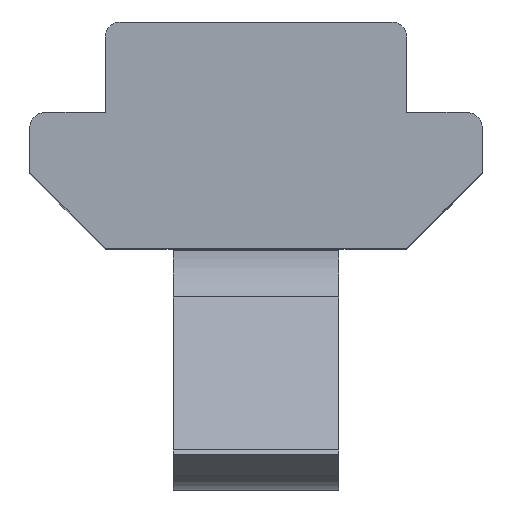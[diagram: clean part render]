
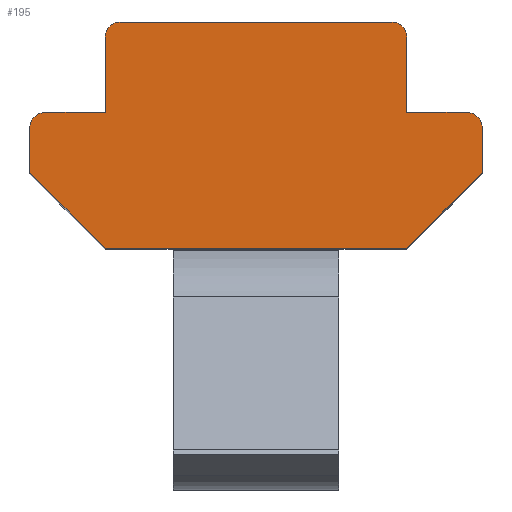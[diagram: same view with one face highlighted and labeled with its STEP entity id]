
A CAD part, top view. The second image highlights one B-rep face of the part: STEP entity #195.
In plain terms, the highlighted planar face has unit normal (0, 0, 1).
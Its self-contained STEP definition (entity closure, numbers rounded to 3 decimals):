
#26 = CARTESIAN_POINT ( 'NONE',  ( 7.5, 4., 0. ) ) ;
#30 = AXIS2_PLACEMENT_3D ( 'NONE', #983, #1061, #1149 ) ;
#53 = AXIS2_PLACEMENT_3D ( 'NONE', #931, #550, #94 ) ;
#65 = VERTEX_POINT ( 'NONE', #355 ) ;
#79 = EDGE_CURVE ( 'NONE', #354, #681, #305, .T. ) ;
#89 = ORIENTED_EDGE ( 'NONE', *, *, #236, .T. ) ;
#90 = CARTESIAN_POINT ( 'NONE',  ( 7.5, 2.5, 0. ) ) ;
#93 = EDGE_CURVE ( 'NONE', #769, #233, #1055, .T. ) ;
#94 = DIRECTION ( 'NONE',  ( -1., 0., 0. ) ) ;
#96 = CARTESIAN_POINT ( 'NONE',  ( 7., 4.5, 0. ) ) ;
#140 = VERTEX_POINT ( 'NONE', #708 ) ;
#149 = VERTEX_POINT ( 'NONE', #1157 ) ;
#158 = LINE ( 'NONE', #487, #857 ) ;
#164 = CARTESIAN_POINT ( 'NONE',  ( -7.5, 2.5, 0. ) ) ;
#173 = LINE ( 'NONE', #90, #871 ) ;
#190 = VECTOR ( 'NONE', #605, 1000. ) ;
#193 = DIRECTION ( 'NONE',  ( -1., 0., 0. ) ) ;
#195 = ADVANCED_FACE ( 'NONE', ( #205 ), #546, .F. ) ;
#200 = CIRCLE ( 'NONE', #53, 0.5 ) ;
#205 = FACE_OUTER_BOUND ( 'NONE', #736, .T. ) ;
#215 = DIRECTION ( 'NONE',  ( -1., 0., 0. ) ) ;
#233 = VERTEX_POINT ( 'NONE', #1005 ) ;
#236 = EDGE_CURVE ( 'NONE', #1070, #65, #256, .T. ) ;
#243 = CARTESIAN_POINT ( 'NONE',  ( -5., 0., 0. ) ) ;
#248 = EDGE_CURVE ( 'NONE', #1112, #486, #1012, .T. ) ;
#249 = ORIENTED_EDGE ( 'NONE', *, *, #79, .T. ) ;
#250 = AXIS2_PLACEMENT_3D ( 'NONE', #816, #628, #452 ) ;
#253 = VECTOR ( 'NONE', #870, 1000. ) ;
#256 = LINE ( 'NONE', #1086, #597 ) ;
#295 = ORIENTED_EDGE ( 'NONE', *, *, #1024, .T. ) ;
#300 = CARTESIAN_POINT ( 'NONE',  ( -4.5, 7.5, 0. ) ) ;
#302 = CARTESIAN_POINT ( 'NONE',  ( 4.5, 7., 0. ) ) ;
#305 = CIRCLE ( 'NONE', #30, 0.5 ) ;
#327 = CARTESIAN_POINT ( 'NONE',  ( 5., 0., 0. ) ) ;
#352 = DIRECTION ( 'NONE',  ( -1., 0., 0. ) ) ;
#354 = VERTEX_POINT ( 'NONE', #300 ) ;
#355 = CARTESIAN_POINT ( 'NONE',  ( -5., 0., 0. ) ) ;
#361 = VECTOR ( 'NONE', #524, 1000. ) ;
#367 = VERTEX_POINT ( 'NONE', #1029 ) ;
#371 = ORIENTED_EDGE ( 'NONE', *, *, #800, .T. ) ;
#375 = ORIENTED_EDGE ( 'NONE', *, *, #906, .T. ) ;
#400 = CARTESIAN_POINT ( 'NONE',  ( 7.5, 2.5, 0. ) ) ;
#401 = CARTESIAN_POINT ( 'NONE',  ( -7., 4., 0. ) ) ;
#403 = DIRECTION ( 'NONE',  ( 0., -1., 0. ) ) ;
#404 = CIRCLE ( 'NONE', #446, 0.5 ) ;
#408 = CARTESIAN_POINT ( 'NONE',  ( 7., 4.5, 0. ) ) ;
#416 = VECTOR ( 'NONE', #193, 1000. ) ;
#434 = EDGE_CURVE ( 'NONE', #233, #367, #1162, .T. ) ;
#441 = VECTOR ( 'NONE', #352, 1000. ) ;
#446 = AXIS2_PLACEMENT_3D ( 'NONE', #302, #770, #1032 ) ;
#452 = DIRECTION ( 'NONE',  ( -1., 0., 0. ) ) ;
#469 = VECTOR ( 'NONE', #403, 1000. ) ;
#486 = VERTEX_POINT ( 'NONE', #666 ) ;
#487 = CARTESIAN_POINT ( 'NONE',  ( 5., 4.5, 0. ) ) ;
#512 = VERTEX_POINT ( 'NONE', #400 ) ;
#514 = CARTESIAN_POINT ( 'NONE',  ( -7., 4.5, 0. ) ) ;
#524 = DIRECTION ( 'NONE',  ( 1., 0., 0. ) ) ;
#546 = PLANE ( 'NONE',  #250 ) ;
#549 = DIRECTION ( 'NONE',  ( 0.707, -0.707, 0. ) ) ;
#550 = DIRECTION ( 'NONE',  ( 0., 0., 1. ) ) ;
#552 = DIRECTION ( 'NONE',  ( 0., 1., 0. ) ) ;
#566 = ORIENTED_EDGE ( 'NONE', *, *, #890, .T. ) ;
#569 = DIRECTION ( 'NONE',  ( 0., 1., 0. ) ) ;
#576 = AXIS2_PLACEMENT_3D ( 'NONE', #401, #855, #215 ) ;
#597 = VECTOR ( 'NONE', #549, 1000. ) ;
#603 = EDGE_CURVE ( 'NONE', #813, #354, #858, .T. ) ;
#605 = DIRECTION ( 'NONE',  ( 0.707, 0.707, 0. ) ) ;
#611 = ORIENTED_EDGE ( 'NONE', *, *, #248, .T. ) ;
#615 = EDGE_CURVE ( 'NONE', #149, #512, #694, .T. ) ;
#616 = ORIENTED_EDGE ( 'NONE', *, *, #603, .T. ) ;
#628 = DIRECTION ( 'NONE',  ( 0., 0., -1. ) ) ;
#637 = CARTESIAN_POINT ( 'NONE',  ( 4.5, 7.5, 0. ) ) ;
#648 = ORIENTED_EDGE ( 'NONE', *, *, #434, .T. ) ;
#666 = CARTESIAN_POINT ( 'NONE',  ( 5., 4.5, 0. ) ) ;
#681 = VERTEX_POINT ( 'NONE', #687 ) ;
#683 = EDGE_CURVE ( 'NONE', #65, #149, #901, .T. ) ;
#687 = CARTESIAN_POINT ( 'NONE',  ( -5., 7., 0. ) ) ;
#694 = LINE ( 'NONE', #327, #190 ) ;
#701 = CARTESIAN_POINT ( 'NONE',  ( 4.5, 7.5, 0. ) ) ;
#705 = LINE ( 'NONE', #164, #253 ) ;
#707 = LINE ( 'NONE', #1040, #469 ) ;
#708 = CARTESIAN_POINT ( 'NONE',  ( 5., 7., 0. ) ) ;
#736 = EDGE_LOOP ( 'NONE', ( #89, #781, #884, #371, #295, #611, #862, #375, #616, #249, #566, #836, #648, #1147 ) ) ;
#769 = VERTEX_POINT ( 'NONE', #991 ) ;
#770 = DIRECTION ( 'NONE',  ( 0., 0., 1. ) ) ;
#781 = ORIENTED_EDGE ( 'NONE', *, *, #683, .T. ) ;
#800 = EDGE_CURVE ( 'NONE', #512, #1036, #173, .T. ) ;
#813 = VERTEX_POINT ( 'NONE', #637 ) ;
#816 = CARTESIAN_POINT ( 'NONE',  ( -7., 4., 0. ) ) ;
#836 = ORIENTED_EDGE ( 'NONE', *, *, #93, .T. ) ;
#855 = DIRECTION ( 'NONE',  ( 0., 0., 1. ) ) ;
#857 = VECTOR ( 'NONE', #569, 1000. ) ;
#858 = LINE ( 'NONE', #701, #944 ) ;
#862 = ORIENTED_EDGE ( 'NONE', *, *, #916, .T. ) ;
#870 = DIRECTION ( 'NONE',  ( 0., -1., 0. ) ) ;
#871 = VECTOR ( 'NONE', #552, 1000. ) ;
#884 = ORIENTED_EDGE ( 'NONE', *, *, #615, .T. ) ;
#890 = EDGE_CURVE ( 'NONE', #681, #769, #707, .T. ) ;
#901 = LINE ( 'NONE', #243, #361 ) ;
#906 = EDGE_CURVE ( 'NONE', #140, #813, #404, .T. ) ;
#916 = EDGE_CURVE ( 'NONE', #486, #140, #158, .T. ) ;
#931 = CARTESIAN_POINT ( 'NONE',  ( 7., 4., 0. ) ) ;
#936 = EDGE_CURVE ( 'NONE', #367, #1070, #705, .T. ) ;
#944 = VECTOR ( 'NONE', #976, 1000. ) ;
#957 = CARTESIAN_POINT ( 'NONE',  ( -7.5, 2.5, 0. ) ) ;
#976 = DIRECTION ( 'NONE',  ( -1., 0., 0. ) ) ;
#983 = CARTESIAN_POINT ( 'NONE',  ( -4.5, 7., 0. ) ) ;
#991 = CARTESIAN_POINT ( 'NONE',  ( -5., 4.5, 0. ) ) ;
#1005 = CARTESIAN_POINT ( 'NONE',  ( -7., 4.5, 0. ) ) ;
#1012 = LINE ( 'NONE', #96, #416 ) ;
#1024 = EDGE_CURVE ( 'NONE', #1036, #1112, #200, .T. ) ;
#1029 = CARTESIAN_POINT ( 'NONE',  ( -7.5, 4., 0. ) ) ;
#1032 = DIRECTION ( 'NONE',  ( 1., 0., 0. ) ) ;
#1036 = VERTEX_POINT ( 'NONE', #26 ) ;
#1040 = CARTESIAN_POINT ( 'NONE',  ( -5., 7., 0. ) ) ;
#1055 = LINE ( 'NONE', #514, #441 ) ;
#1061 = DIRECTION ( 'NONE',  ( 0., 0., 1. ) ) ;
#1070 = VERTEX_POINT ( 'NONE', #957 ) ;
#1086 = CARTESIAN_POINT ( 'NONE',  ( -5., 0., 0. ) ) ;
#1112 = VERTEX_POINT ( 'NONE', #408 ) ;
#1147 = ORIENTED_EDGE ( 'NONE', *, *, #936, .T. ) ;
#1149 = DIRECTION ( 'NONE',  ( -1., 0., 0. ) ) ;
#1157 = CARTESIAN_POINT ( 'NONE',  ( 5., 0., 0. ) ) ;
#1162 = CIRCLE ( 'NONE', #576, 0.5 ) ;
